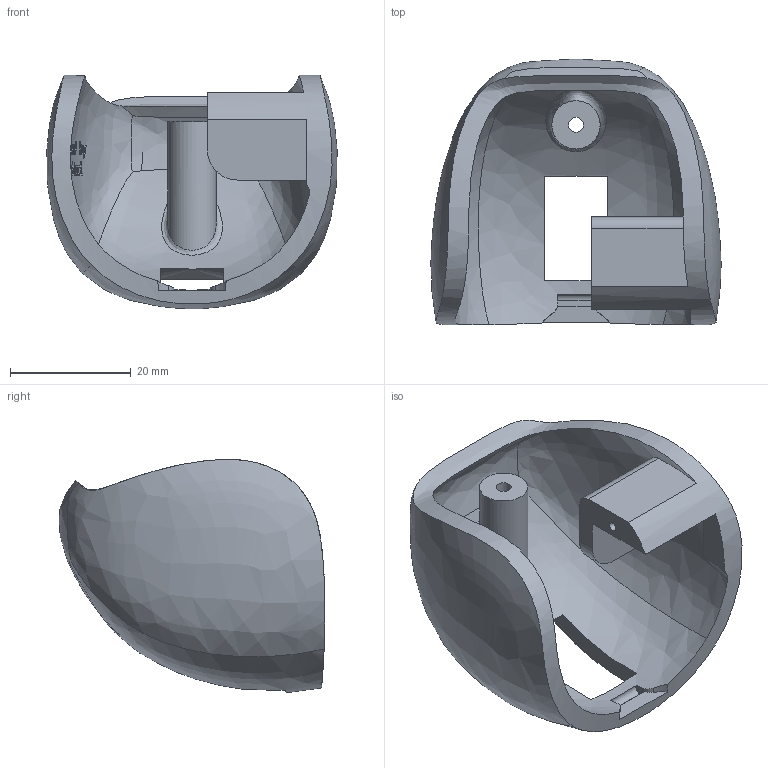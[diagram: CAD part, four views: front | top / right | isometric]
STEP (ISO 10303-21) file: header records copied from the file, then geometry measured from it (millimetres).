
FILE_DESCRIPTION(/* description */ (''),/* implementation_level */ '2;1');
FILE_NAME(/* name */ '头部后壳.step',/* time_stamp */ '2022-03-15T10:52:41+08:00',/* author */ (''),/* organization */ (''),/* preprocessor_version */ 'ST-DEVELOPER v18.1',/* originating_system */ 'Autodesk Translation Framework v10.13.0.1454',/* authorisation */ '');
FILE_SCHEMA (('AUTOMOTIVE_DESIGN { 1 0 10303 214 3 1 1 }'));
Length unit declared in the file: millimetre
Products named in the file (1): 头部后壳
Bounding box: 48.12 x 44.06 x 38.69 mm (x, y, z)
Volume: 14318.5 mm3; surface area: 10689 mm2
Topology: 1 solids, 1 shells, 484 faces, 1352 edges, 906 vertices
Faces by surface type: bspline 322, plane 151, cylinder 11
Full cylindrical faces by diameter (mm): 1.5 x1, 2.5 x1, 4.5 x1, 8 x1
Entity records: 30354 total; most frequent: CARTESIAN_POINT 20568, ORIENTED_EDGE 2704, EDGE_CURVE 1352, VERTEX_POINT 906, B_SPLINE_CURVE_WITH_KNOTS 898, DIRECTION 798, EDGE_LOOP 524, FACE_OUTER_BOUND 484
